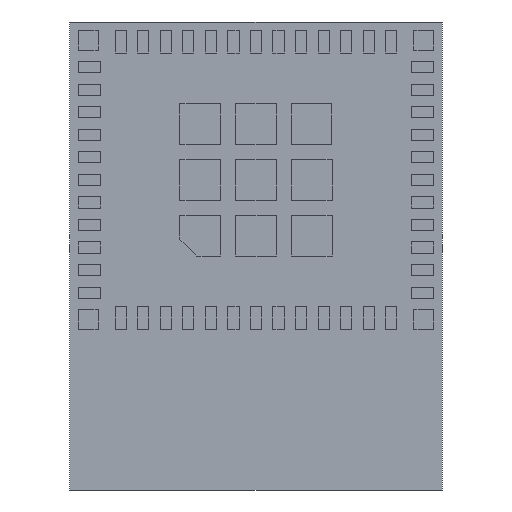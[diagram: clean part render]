
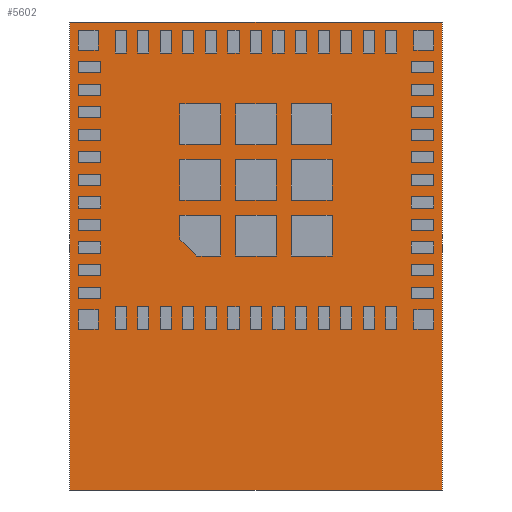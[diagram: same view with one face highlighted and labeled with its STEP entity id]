
A CAD part, front view. The second image highlights one B-rep face of the part: STEP entity #5602.
In plain terms, the highlighted planar face has unit normal (0, -1, 0).
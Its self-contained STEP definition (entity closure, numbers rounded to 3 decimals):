
#164=FACE_OUTER_BOUND('',#543,.T.);
#543=EDGE_LOOP('',(#3720,#3721,#3722,#3723));
#917=LINE('',#7998,#1676);
#921=LINE('',#8006,#1680);
#924=LINE('',#8012,#1683);
#927=LINE('',#8017,#1686);
#1676=VECTOR('',#6466,10.);
#1680=VECTOR('',#6472,10.);
#1683=VECTOR('',#6477,10.);
#1686=VECTOR('',#6482,10.);
#2435=VERTEX_POINT('',#7996);
#2436=VERTEX_POINT('',#7997);
#2439=VERTEX_POINT('',#8005);
#2441=VERTEX_POINT('',#8011);
#2941=EDGE_CURVE('',#2435,#2436,#917,.T.);
#2945=EDGE_CURVE('',#2436,#2439,#921,.T.);
#2948=EDGE_CURVE('',#2439,#2441,#924,.T.);
#2951=EDGE_CURVE('',#2441,#2435,#927,.T.);
#3720=ORIENTED_EDGE('',*,*,#2951,.T.);
#3721=ORIENTED_EDGE('',*,*,#2941,.T.);
#3722=ORIENTED_EDGE('',*,*,#2945,.T.);
#3723=ORIENTED_EDGE('',*,*,#2948,.T.);
#5223=PLANE('',#6080);
#5602=ADVANCED_FACE('',(#164),#5223,.F.);
#6080=AXIS2_PLACEMENT_3D('',#8020,#6486,#6487);
#6466=DIRECTION('',(0.,0.,1.));
#6472=DIRECTION('',(-1.,0.,0.));
#6477=DIRECTION('',(0.,0.,-1.));
#6482=DIRECTION('',(1.,0.,0.));
#6486=DIRECTION('center_axis',(0.,1.,0.));
#6487=DIRECTION('ref_axis',(1.,0.,0.));
#7996=CARTESIAN_POINT('',(6.6,0.,-11.));
#7997=CARTESIAN_POINT('',(6.6,0.,5.6));
#7998=CARTESIAN_POINT('',(6.6,0.,-11.));
#8005=CARTESIAN_POINT('',(-6.6,0.,5.6));
#8006=CARTESIAN_POINT('',(6.6,0.,5.6));
#8011=CARTESIAN_POINT('',(-6.6,0.,-11.));
#8012=CARTESIAN_POINT('',(-6.6,0.,5.6));
#8017=CARTESIAN_POINT('',(-6.6,0.,-11.));
#8020=CARTESIAN_POINT('Origin',(0.,0.,-2.7));
